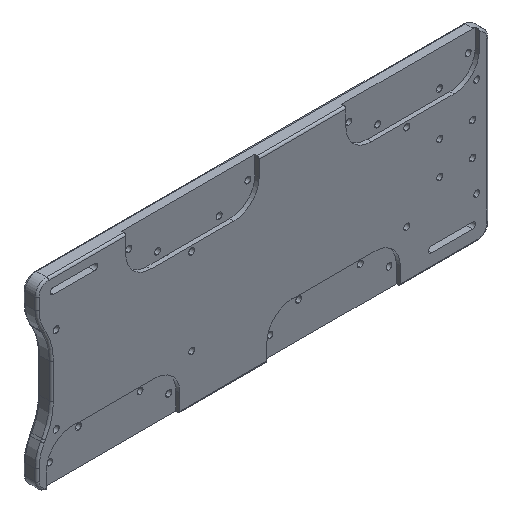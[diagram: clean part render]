
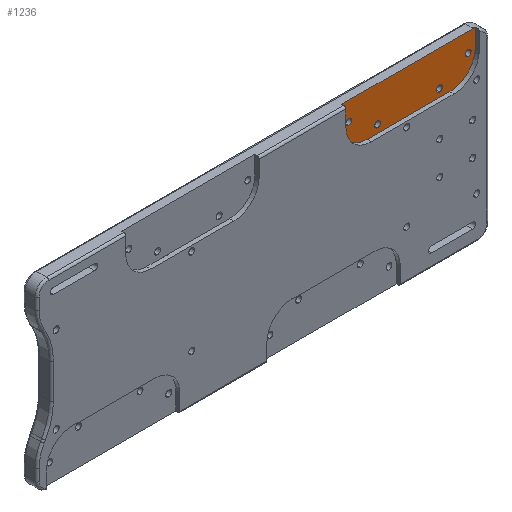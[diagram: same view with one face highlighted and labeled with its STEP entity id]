
A CAD part, isometric view. The second image highlights one B-rep face of the part: STEP entity #1236.
In plain terms, the highlighted planar face has unit normal (0, -1, 0).
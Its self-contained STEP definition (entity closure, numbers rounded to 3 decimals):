
#57 = CIRCLE ( 'NONE', #5884, 1.45 ) ;
#87 = CARTESIAN_POINT ( 'NONE',  ( 87.85, 2., 27.322 ) ) ;
#97 = CIRCLE ( 'NONE', #5541, 1.45 ) ;
#108 = CARTESIAN_POINT ( 'NONE',  ( 43.85, 2., 36.772 ) ) ;
#181 = CARTESIAN_POINT ( 'NONE',  ( 0., 2., 23.522 ) ) ;
#186 = ORIENTED_EDGE ( 'NONE', *, *, #4282, .F. ) ;
#228 = CARTESIAN_POINT ( 'NONE',  ( 40.4, 2., 44.5 ) ) ;
#233 = ORIENTED_EDGE ( 'NONE', *, *, #6562, .F. ) ;
#252 = CARTESIAN_POINT ( 'NONE',  ( 52.7, 2., 23.522 ) ) ;
#303 = FACE_BOUND ( 'NONE', #3236, .T. ) ;
#421 = CIRCLE ( 'NONE', #4687, 1.45 ) ;
#472 = VERTEX_POINT ( 'NONE', #509 ) ;
#509 = CARTESIAN_POINT ( 'NONE',  ( 101.85, 2., 36.772 ) ) ;
#515 = DIRECTION ( 'NONE',  ( 0., 0., 1. ) ) ;
#582 = AXIS2_PLACEMENT_3D ( 'NONE', #7372, #2395, #2434 ) ;
#773 = CARTESIAN_POINT ( 'NONE',  ( 57.85, 2., 27.322 ) ) ;
#834 = DIRECTION ( 'NONE',  ( 1., 0., 0. ) ) ;
#852 = DIRECTION ( 'NONE',  ( 0., 1., 0. ) ) ;
#903 = CARTESIAN_POINT ( 'NONE',  ( 40.7, 2., 44.5 ) ) ;
#1104 = AXIS2_PLACEMENT_3D ( 'NONE', #773, #3209, #5677 ) ;
#1207 = VERTEX_POINT ( 'NONE', #1686 ) ;
#1236 = ADVANCED_FACE ( 'NONE', ( #3549, #5410, #7888, #4796, #303 ), #1281, .F. ) ;
#1281 = PLANE ( 'NONE',  #5319 ) ;
#1419 = CARTESIAN_POINT ( 'NONE',  ( 93., 2., 35.822 ) ) ;
#1630 = CARTESIAN_POINT ( 'NONE',  ( 101.85, 2., 33.872 ) ) ;
#1645 = EDGE_CURVE ( 'NONE', #2617, #2389, #5237, .T. ) ;
#1676 = DIRECTION ( 'NONE',  ( 0., 0., 1. ) ) ;
#1686 = CARTESIAN_POINT ( 'NONE',  ( 93., 2., 23.522 ) ) ;
#1735 = ORIENTED_EDGE ( 'NONE', *, *, #2907, .F. ) ;
#1740 = VERTEX_POINT ( 'NONE', #7993 ) ;
#1863 = CIRCLE ( 'NONE', #4062, 1.45 ) ;
#1905 = ORIENTED_EDGE ( 'NONE', *, *, #3098, .F. ) ;
#1950 = CARTESIAN_POINT ( 'NONE',  ( 57.85, 2., 28.772 ) ) ;
#1996 = AXIS2_PLACEMENT_3D ( 'NONE', #6100, #7476, #6750 ) ;
#2053 = DIRECTION ( 'NONE',  ( 0., -1., 0. ) ) ;
#2086 = EDGE_CURVE ( 'NONE', #4429, #2617, #3161, .T. ) ;
#2217 = CARTESIAN_POINT ( 'NONE',  ( 43.85, 2., 35.322 ) ) ;
#2345 = VERTEX_POINT ( 'NONE', #5668 ) ;
#2347 = VERTEX_POINT ( 'NONE', #108 ) ;
#2389 = VERTEX_POINT ( 'NONE', #228 ) ;
#2393 = EDGE_CURVE ( 'NONE', #2347, #6646, #97, .T. ) ;
#2395 = DIRECTION ( 'NONE',  ( 0., -1., 0. ) ) ;
#2434 = DIRECTION ( 'NONE',  ( 0., 0., 1. ) ) ;
#2505 = CIRCLE ( 'NONE', #3155, 1.45 ) ;
#2523 = DIRECTION ( 'NONE',  ( 0., -1., 0. ) ) ;
#2586 = CARTESIAN_POINT ( 'NONE',  ( 40.4, 2., 0. ) ) ;
#2617 = VERTEX_POINT ( 'NONE', #7667 ) ;
#2640 = CIRCLE ( 'NONE', #1996, 12.3 ) ;
#2758 = ORIENTED_EDGE ( 'NONE', *, *, #3511, .T. ) ;
#2825 = DIRECTION ( 'NONE',  ( 0., 0., 1. ) ) ;
#2839 = ORIENTED_EDGE ( 'NONE', *, *, #5249, .F. ) ;
#2843 = CARTESIAN_POINT ( 'NONE',  ( 101.85, 2., 35.322 ) ) ;
#2877 = CARTESIAN_POINT ( 'NONE',  ( 43.85, 2., 33.872 ) ) ;
#2907 = EDGE_CURVE ( 'NONE', #472, #3243, #7611, .T. ) ;
#3045 = VECTOR ( 'NONE', #7099, 1000. ) ;
#3098 = EDGE_CURVE ( 'NONE', #2345, #1207, #5434, .T. ) ;
#3133 = VERTEX_POINT ( 'NONE', #1950 ) ;
#3155 = AXIS2_PLACEMENT_3D ( 'NONE', #6297, #7556, #4919 ) ;
#3161 = CIRCLE ( 'NONE', #582, 5.6 ) ;
#3209 = DIRECTION ( 'NONE',  ( 0., -1., 0. ) ) ;
#3236 = EDGE_LOOP ( 'NONE', ( #7390, #5798 ) ) ;
#3243 = VERTEX_POINT ( 'NONE', #1630 ) ;
#3252 = VECTOR ( 'NONE', #5095, 1000. ) ;
#3296 = EDGE_LOOP ( 'NONE', ( #7988, #1735 ) ) ;
#3511 = EDGE_CURVE ( 'NONE', #2389, #4723, #5669, .T. ) ;
#3535 = DIRECTION ( 'NONE',  ( 0., -1., 0. ) ) ;
#3542 = DIRECTION ( 'NONE',  ( 0., 0., 1. ) ) ;
#3549 = FACE_OUTER_BOUND ( 'NONE', #7122, .T. ) ;
#3747 = CARTESIAN_POINT ( 'NONE',  ( 93., 2., 35.822 ) ) ;
#3802 = CIRCLE ( 'NONE', #7148, 1.45 ) ;
#3854 = CARTESIAN_POINT ( 'NONE',  ( 57.85, 2., 27.322 ) ) ;
#3895 = CARTESIAN_POINT ( 'NONE',  ( 87.85, 2., 25.872 ) ) ;
#3943 = CIRCLE ( 'NONE', #1104, 1.45 ) ;
#4062 = AXIS2_PLACEMENT_3D ( 'NONE', #4844, #6587, #515 ) ;
#4120 = EDGE_LOOP ( 'NONE', ( #7451, #186 ) ) ;
#4239 = VECTOR ( 'NONE', #1676, 1000. ) ;
#4282 = EDGE_CURVE ( 'NONE', #1740, #4728, #2505, .T. ) ;
#4341 = CARTESIAN_POINT ( 'NONE',  ( 101.85, 2., 35.322 ) ) ;
#4429 = VERTEX_POINT ( 'NONE', #5116 ) ;
#4502 = EDGE_CURVE ( 'NONE', #6646, #2347, #1863, .T. ) ;
#4608 = EDGE_CURVE ( 'NONE', #7287, #4723, #2640, .T. ) ;
#4676 = LINE ( 'NONE', #181, #7192 ) ;
#4687 = AXIS2_PLACEMENT_3D ( 'NONE', #3854, #3535, #7222 ) ;
#4723 = VERTEX_POINT ( 'NONE', #7394 ) ;
#4728 = VERTEX_POINT ( 'NONE', #3895 ) ;
#4740 = VERTEX_POINT ( 'NONE', #6296 ) ;
#4796 = FACE_BOUND ( 'NONE', #4120, .T. ) ;
#4842 = DIRECTION ( 'NONE',  ( 0., 0., 1. ) ) ;
#4844 = CARTESIAN_POINT ( 'NONE',  ( 43.85, 2., 35.322 ) ) ;
#4919 = DIRECTION ( 'NONE',  ( 0., 0., 1. ) ) ;
#5054 = EDGE_CURVE ( 'NONE', #3243, #472, #57, .T. ) ;
#5087 = EDGE_LOOP ( 'NONE', ( #2839, #233 ) ) ;
#5095 = DIRECTION ( 'NONE',  ( 0., 0., -1. ) ) ;
#5116 = CARTESIAN_POINT ( 'NONE',  ( 105.3, 2., 44.427 ) ) ;
#5237 = LINE ( 'NONE', #903, #3045 ) ;
#5249 = EDGE_CURVE ( 'NONE', #4740, #3133, #3943, .T. ) ;
#5315 = DIRECTION ( 'NONE',  ( 0., -1., 0. ) ) ;
#5319 = AXIS2_PLACEMENT_3D ( 'NONE', #3747, #6060, #4842 ) ;
#5410 = FACE_BOUND ( 'NONE', #5087, .T. ) ;
#5434 = CIRCLE ( 'NONE', #6857, 12.3 ) ;
#5541 = AXIS2_PLACEMENT_3D ( 'NONE', #2217, #2053, #2825 ) ;
#5605 = EDGE_CURVE ( 'NONE', #7287, #1207, #4676, .T. ) ;
#5668 = CARTESIAN_POINT ( 'NONE',  ( 105.3, 2., 35.822 ) ) ;
#5669 = LINE ( 'NONE', #2586, #3252 ) ;
#5677 = DIRECTION ( 'NONE',  ( 0., 0., 1. ) ) ;
#5777 = ORIENTED_EDGE ( 'NONE', *, *, #4608, .F. ) ;
#5798 = ORIENTED_EDGE ( 'NONE', *, *, #2393, .F. ) ;
#5884 = AXIS2_PLACEMENT_3D ( 'NONE', #4341, #7466, #7427 ) ;
#5953 = AXIS2_PLACEMENT_3D ( 'NONE', #2843, #5315, #3542 ) ;
#6060 = DIRECTION ( 'NONE',  ( 0., 1., 0. ) ) ;
#6100 = CARTESIAN_POINT ( 'NONE',  ( 52.7, 2., 35.822 ) ) ;
#6249 = DIRECTION ( 'NONE',  ( 0., 0., -1. ) ) ;
#6296 = CARTESIAN_POINT ( 'NONE',  ( 57.85, 2., 25.872 ) ) ;
#6297 = CARTESIAN_POINT ( 'NONE',  ( 87.85, 2., 27.322 ) ) ;
#6299 = EDGE_CURVE ( 'NONE', #4728, #1740, #3802, .T. ) ;
#6533 = CARTESIAN_POINT ( 'NONE',  ( 105.3, 2., 0. ) ) ;
#6562 = EDGE_CURVE ( 'NONE', #3133, #4740, #421, .T. ) ;
#6587 = DIRECTION ( 'NONE',  ( 0., -1., 0. ) ) ;
#6646 = VERTEX_POINT ( 'NONE', #2877 ) ;
#6750 = DIRECTION ( 'NONE',  ( 0., 0., -1. ) ) ;
#6857 = AXIS2_PLACEMENT_3D ( 'NONE', #1419, #852, #6249 ) ;
#6952 = ORIENTED_EDGE ( 'NONE', *, *, #5605, .T. ) ;
#7099 = DIRECTION ( 'NONE',  ( -1., 0., 0. ) ) ;
#7122 = EDGE_LOOP ( 'NONE', ( #7307, #7256, #7569, #2758, #5777, #6952, #1905 ) ) ;
#7148 = AXIS2_PLACEMENT_3D ( 'NONE', #87, #2523, #7469 ) ;
#7183 = LINE ( 'NONE', #6533, #4239 ) ;
#7192 = VECTOR ( 'NONE', #834, 1000. ) ;
#7222 = DIRECTION ( 'NONE',  ( 0., 0., 1. ) ) ;
#7256 = ORIENTED_EDGE ( 'NONE', *, *, #2086, .T. ) ;
#7287 = VERTEX_POINT ( 'NONE', #252 ) ;
#7307 = ORIENTED_EDGE ( 'NONE', *, *, #7834, .T. ) ;
#7372 = CARTESIAN_POINT ( 'NONE',  ( 104.4, 2., 38.9 ) ) ;
#7390 = ORIENTED_EDGE ( 'NONE', *, *, #4502, .F. ) ;
#7394 = CARTESIAN_POINT ( 'NONE',  ( 40.4, 2., 35.822 ) ) ;
#7427 = DIRECTION ( 'NONE',  ( 0., 0., 1. ) ) ;
#7451 = ORIENTED_EDGE ( 'NONE', *, *, #6299, .F. ) ;
#7466 = DIRECTION ( 'NONE',  ( 0., -1., 0. ) ) ;
#7469 = DIRECTION ( 'NONE',  ( 0., 0., 1. ) ) ;
#7476 = DIRECTION ( 'NONE',  ( 0., 1., 0. ) ) ;
#7556 = DIRECTION ( 'NONE',  ( 0., -1., 0. ) ) ;
#7569 = ORIENTED_EDGE ( 'NONE', *, *, #1645, .T. ) ;
#7611 = CIRCLE ( 'NONE', #5953, 1.45 ) ;
#7667 = CARTESIAN_POINT ( 'NONE',  ( 104.4, 2., 44.5 ) ) ;
#7834 = EDGE_CURVE ( 'NONE', #2345, #4429, #7183, .T. ) ;
#7888 = FACE_BOUND ( 'NONE', #3296, .T. ) ;
#7988 = ORIENTED_EDGE ( 'NONE', *, *, #5054, .F. ) ;
#7993 = CARTESIAN_POINT ( 'NONE',  ( 87.85, 2., 28.772 ) ) ;
